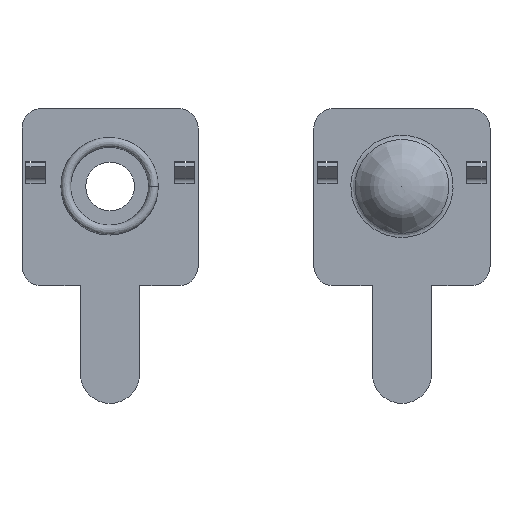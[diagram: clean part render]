
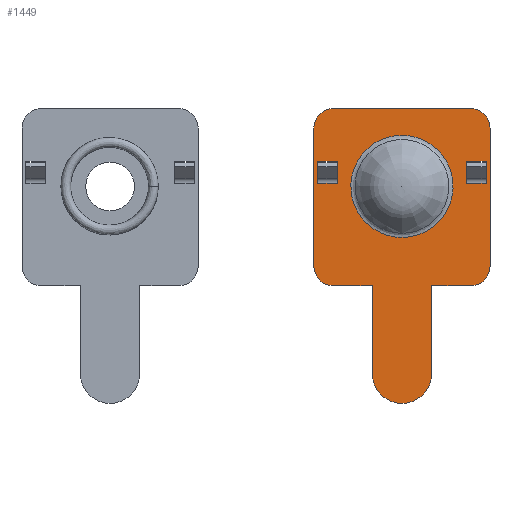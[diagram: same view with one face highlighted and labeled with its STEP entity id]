
A CAD part, top view. The second image highlights one B-rep face of the part: STEP entity #1449.
In plain terms, the highlighted planar face has unit normal (0, 0, 1).
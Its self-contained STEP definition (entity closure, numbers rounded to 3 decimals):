
#27=FACE_BOUND('',#536,.T.);
#28=FACE_BOUND('',#537,.T.);
#29=FACE_BOUND('',#538,.T.);
#128=LINE('',#3253,#278);
#129=LINE('',#3257,#279);
#130=LINE('',#3259,#280);
#131=LINE('',#3263,#281);
#132=LINE('',#3265,#282);
#133=LINE('',#3269,#283);
#134=LINE('',#3272,#284);
#135=LINE('',#3275,#285);
#136=LINE('',#3277,#286);
#137=LINE('',#3279,#287);
#138=LINE('',#3281,#288);
#139=LINE('',#3283,#289);
#140=LINE('',#3284,#290);
#141=LINE('',#3287,#291);
#142=LINE('',#3289,#292);
#143=LINE('',#3291,#293);
#144=LINE('',#3293,#294);
#145=LINE('',#3295,#295);
#146=LINE('',#3296,#296);
#278=VECTOR('',#1824,10.);
#279=VECTOR('',#1827,10.);
#280=VECTOR('',#1828,10.);
#281=VECTOR('',#1831,10.);
#282=VECTOR('',#1832,10.);
#283=VECTOR('',#1835,10.);
#284=VECTOR('',#1838,10.);
#285=VECTOR('',#1839,10.);
#286=VECTOR('',#1840,10.);
#287=VECTOR('',#1841,10.);
#288=VECTOR('',#1842,10.);
#289=VECTOR('',#1843,10.);
#290=VECTOR('',#1844,10.);
#291=VECTOR('',#1845,10.);
#292=VECTOR('',#1846,10.);
#293=VECTOR('',#1847,10.);
#294=VECTOR('',#1848,10.);
#295=VECTOR('',#1849,10.);
#296=VECTOR('',#1850,10.);
#379=PLANE('',#1563);
#448=FACE_OUTER_BOUND('',#535,.T.);
#535=EDGE_LOOP('',(#1205,#1206,#1207,#1208,#1209,#1210,#1211,#1212,#1213,
#1214,#1215,#1216));
#536=EDGE_LOOP('',(#1217,#1218,#1219,#1220,#1221,#1222));
#537=EDGE_LOOP('',(#1223,#1224,#1225,#1226,#1227,#1228));
#538=EDGE_LOOP('',(#1229));
#603=CIRCLE('',#1564,1.);
#604=CIRCLE('',#1565,1.);
#605=CIRCLE('',#1566,1.525);
#606=CIRCLE('',#1567,1.);
#607=CIRCLE('',#1568,1.);
#631=B_SPLINE_CURVE_WITH_KNOTS('',3,(#3137,#3138,#3139,#3140,#3141,#3142,
#3143,#3144,#3145,#3146),.UNSPECIFIED.,.T.,.F.,(4,1,1,1,1,1,1,4),(-6.283,
-5.386,-4.488,-3.59,-2.693,
-1.795,-0.898,0.),.UNSPECIFIED.);
#705=VERTEX_POINT('',#3124);
#708=VERTEX_POINT('',#3249);
#709=VERTEX_POINT('',#3250);
#710=VERTEX_POINT('',#3252);
#711=VERTEX_POINT('',#3254);
#712=VERTEX_POINT('',#3256);
#713=VERTEX_POINT('',#3258);
#714=VERTEX_POINT('',#3260);
#715=VERTEX_POINT('',#3262);
#716=VERTEX_POINT('',#3264);
#717=VERTEX_POINT('',#3266);
#718=VERTEX_POINT('',#3268);
#719=VERTEX_POINT('',#3270);
#720=VERTEX_POINT('',#3273);
#721=VERTEX_POINT('',#3274);
#722=VERTEX_POINT('',#3276);
#723=VERTEX_POINT('',#3278);
#724=VERTEX_POINT('',#3280);
#725=VERTEX_POINT('',#3282);
#726=VERTEX_POINT('',#3285);
#727=VERTEX_POINT('',#3286);
#728=VERTEX_POINT('',#3288);
#729=VERTEX_POINT('',#3290);
#730=VERTEX_POINT('',#3292);
#731=VERTEX_POINT('',#3294);
#882=EDGE_CURVE('',#705,#705,#631,.T.);
#884=EDGE_CURVE('',#708,#709,#603,.T.);
#885=EDGE_CURVE('',#709,#710,#128,.T.);
#886=EDGE_CURVE('',#710,#711,#604,.T.);
#887=EDGE_CURVE('',#711,#712,#129,.T.);
#888=EDGE_CURVE('',#712,#713,#130,.T.);
#889=EDGE_CURVE('',#713,#714,#605,.T.);
#890=EDGE_CURVE('',#714,#715,#131,.T.);
#891=EDGE_CURVE('',#715,#716,#132,.T.);
#892=EDGE_CURVE('',#716,#717,#606,.T.);
#893=EDGE_CURVE('',#717,#718,#133,.T.);
#894=EDGE_CURVE('',#718,#719,#607,.T.);
#895=EDGE_CURVE('',#719,#708,#134,.T.);
#896=EDGE_CURVE('',#720,#721,#135,.T.);
#897=EDGE_CURVE('',#721,#722,#136,.T.);
#898=EDGE_CURVE('',#722,#723,#137,.T.);
#899=EDGE_CURVE('',#723,#724,#138,.T.);
#900=EDGE_CURVE('',#724,#725,#139,.T.);
#901=EDGE_CURVE('',#720,#725,#140,.T.);
#902=EDGE_CURVE('',#726,#727,#141,.T.);
#903=EDGE_CURVE('',#727,#728,#142,.T.);
#904=EDGE_CURVE('',#728,#729,#143,.T.);
#905=EDGE_CURVE('',#729,#730,#144,.T.);
#906=EDGE_CURVE('',#730,#731,#145,.T.);
#907=EDGE_CURVE('',#726,#731,#146,.T.);
#1205=ORIENTED_EDGE('',*,*,#884,.T.);
#1206=ORIENTED_EDGE('',*,*,#885,.T.);
#1207=ORIENTED_EDGE('',*,*,#886,.T.);
#1208=ORIENTED_EDGE('',*,*,#887,.T.);
#1209=ORIENTED_EDGE('',*,*,#888,.T.);
#1210=ORIENTED_EDGE('',*,*,#889,.T.);
#1211=ORIENTED_EDGE('',*,*,#890,.T.);
#1212=ORIENTED_EDGE('',*,*,#891,.T.);
#1213=ORIENTED_EDGE('',*,*,#892,.T.);
#1214=ORIENTED_EDGE('',*,*,#893,.T.);
#1215=ORIENTED_EDGE('',*,*,#894,.T.);
#1216=ORIENTED_EDGE('',*,*,#895,.T.);
#1217=ORIENTED_EDGE('',*,*,#896,.T.);
#1218=ORIENTED_EDGE('',*,*,#897,.T.);
#1219=ORIENTED_EDGE('',*,*,#898,.T.);
#1220=ORIENTED_EDGE('',*,*,#899,.T.);
#1221=ORIENTED_EDGE('',*,*,#900,.T.);
#1222=ORIENTED_EDGE('',*,*,#901,.F.);
#1223=ORIENTED_EDGE('',*,*,#902,.T.);
#1224=ORIENTED_EDGE('',*,*,#903,.T.);
#1225=ORIENTED_EDGE('',*,*,#904,.T.);
#1226=ORIENTED_EDGE('',*,*,#905,.T.);
#1227=ORIENTED_EDGE('',*,*,#906,.T.);
#1228=ORIENTED_EDGE('',*,*,#907,.F.);
#1229=ORIENTED_EDGE('',*,*,#882,.F.);
#1449=ADVANCED_FACE('',(#448,#27,#28,#29),#379,.T.);
#1563=AXIS2_PLACEMENT_3D('',#3248,#1820,#1821);
#1564=AXIS2_PLACEMENT_3D('',#3251,#1822,#1823);
#1565=AXIS2_PLACEMENT_3D('',#3255,#1825,#1826);
#1566=AXIS2_PLACEMENT_3D('',#3261,#1829,#1830);
#1567=AXIS2_PLACEMENT_3D('',#3267,#1833,#1834);
#1568=AXIS2_PLACEMENT_3D('',#3271,#1836,#1837);
#1820=DIRECTION('center_axis',(0.,0.,1.));
#1821=DIRECTION('ref_axis',(1.,0.,0.));
#1822=DIRECTION('center_axis',(0.,0.,1.));
#1823=DIRECTION('ref_axis',(0.,1.,0.));
#1824=DIRECTION('',(0.,-1.,0.));
#1825=DIRECTION('center_axis',(0.,0.,1.));
#1826=DIRECTION('ref_axis',(-1.,0.,0.));
#1827=DIRECTION('',(1.,0.,0.));
#1828=DIRECTION('',(0.,-1.,0.));
#1829=DIRECTION('center_axis',(0.,0.,1.));
#1830=DIRECTION('ref_axis',(-1.,0.,0.));
#1831=DIRECTION('',(0.,1.,0.));
#1832=DIRECTION('',(1.,0.,0.));
#1833=DIRECTION('center_axis',(0.,0.,1.));
#1834=DIRECTION('ref_axis',(0.,-1.,0.));
#1835=DIRECTION('',(0.,1.,0.));
#1836=DIRECTION('center_axis',(0.,0.,1.));
#1837=DIRECTION('ref_axis',(1.,0.,0.));
#1838=DIRECTION('',(-1.,0.,0.));
#1839=DIRECTION('',(0.,1.,0.));
#1840=DIRECTION('',(0.,1.,0.));
#1841=DIRECTION('',(1.,0.,0.));
#1842=DIRECTION('',(0.,-1.,0.));
#1843=DIRECTION('',(0.,-1.,0.));
#1844=DIRECTION('',(1.,0.,0.));
#1845=DIRECTION('',(0.,1.,0.));
#1846=DIRECTION('',(0.,1.,0.));
#1847=DIRECTION('',(1.,0.,0.));
#1848=DIRECTION('',(0.,-1.,0.));
#1849=DIRECTION('',(0.,-1.,0.));
#1850=DIRECTION('',(1.,0.,0.));
#3124=CARTESIAN_POINT('',(69.525,43.374,0.3));
#3137=CARTESIAN_POINT('Ctrl Pts',(69.525,43.374,0.3));
#3138=CARTESIAN_POINT('Ctrl Pts',(70.311,43.374,0.3));
#3139=CARTESIAN_POINT('Ctrl Pts',(71.871,44.127,0.3));
#3140=CARTESIAN_POINT('Ctrl Pts',(72.46,46.669,0.3));
#3141=CARTESIAN_POINT('Ctrl Pts',(70.827,48.705,0.3));
#3142=CARTESIAN_POINT('Ctrl Pts',(68.22,48.711,0.3));
#3143=CARTESIAN_POINT('Ctrl Pts',(66.597,46.668,0.3));
#3144=CARTESIAN_POINT('Ctrl Pts',(67.174,44.126,0.3));
#3145=CARTESIAN_POINT('Ctrl Pts',(68.739,43.374,0.3));
#3146=CARTESIAN_POINT('Ctrl Pts',(69.525,43.374,0.3));
#3248=CARTESIAN_POINT('Origin',(69.525,42.425,0.3));
#3249=CARTESIAN_POINT('',(66.,50.,0.3));
#3250=CARTESIAN_POINT('',(65.,49.,0.3));
#3251=CARTESIAN_POINT('Origin',(66.,49.,0.3));
#3252=CARTESIAN_POINT('',(65.,41.9,0.3));
#3253=CARTESIAN_POINT('',(65.,41.9,0.3));
#3254=CARTESIAN_POINT('',(66.,40.9,0.3));
#3255=CARTESIAN_POINT('Origin',(66.,41.9,0.3));
#3256=CARTESIAN_POINT('',(68.,40.9,0.3));
#3257=CARTESIAN_POINT('',(68.,40.9,0.3));
#3258=CARTESIAN_POINT('',(68.,36.375,0.3));
#3259=CARTESIAN_POINT('',(68.,40.9,0.3));
#3260=CARTESIAN_POINT('',(71.05,36.375,0.3));
#3261=CARTESIAN_POINT('Origin',(69.525,36.375,0.3));
#3262=CARTESIAN_POINT('',(71.05,40.9,0.3));
#3263=CARTESIAN_POINT('',(71.05,40.9,0.3));
#3264=CARTESIAN_POINT('',(73.05,40.9,0.3));
#3265=CARTESIAN_POINT('',(73.05,40.9,0.3));
#3266=CARTESIAN_POINT('',(74.05,41.9,0.3));
#3267=CARTESIAN_POINT('Origin',(73.05,41.9,0.3));
#3268=CARTESIAN_POINT('',(74.05,49.,0.3));
#3269=CARTESIAN_POINT('',(74.05,49.,0.3));
#3270=CARTESIAN_POINT('',(73.05,50.,0.3));
#3271=CARTESIAN_POINT('Origin',(73.05,49.,0.3));
#3272=CARTESIAN_POINT('',(66.,50.,0.3));
#3273=CARTESIAN_POINT('',(65.2,46.176,0.3));
#3274=CARTESIAN_POINT('',(65.2,46.724,0.3));
#3275=CARTESIAN_POINT('',(65.2,46.,0.3));
#3276=CARTESIAN_POINT('',(65.2,47.3,0.3));
#3277=CARTESIAN_POINT('',(65.2,46.,0.3));
#3278=CARTESIAN_POINT('',(66.2,47.3,0.3));
#3279=CARTESIAN_POINT('',(66.2,47.3,0.3));
#3280=CARTESIAN_POINT('',(66.2,46.724,0.3));
#3281=CARTESIAN_POINT('',(66.2,46.,0.3));
#3282=CARTESIAN_POINT('',(66.2,46.176,0.3));
#3283=CARTESIAN_POINT('',(66.2,46.,0.3));
#3284=CARTESIAN_POINT('',(67.613,46.176,0.3));
#3285=CARTESIAN_POINT('',(72.85,46.176,0.3));
#3286=CARTESIAN_POINT('',(72.85,46.724,0.3));
#3287=CARTESIAN_POINT('',(72.85,47.3,0.3));
#3288=CARTESIAN_POINT('',(72.85,47.3,0.3));
#3289=CARTESIAN_POINT('',(72.85,47.3,0.3));
#3290=CARTESIAN_POINT('',(73.85,47.3,0.3));
#3291=CARTESIAN_POINT('',(73.85,47.3,0.3));
#3292=CARTESIAN_POINT('',(73.85,46.724,0.3));
#3293=CARTESIAN_POINT('',(73.85,47.3,0.3));
#3294=CARTESIAN_POINT('',(73.85,46.176,0.3));
#3295=CARTESIAN_POINT('',(73.85,47.3,0.3));
#3296=CARTESIAN_POINT('',(71.437,46.176,0.3));
